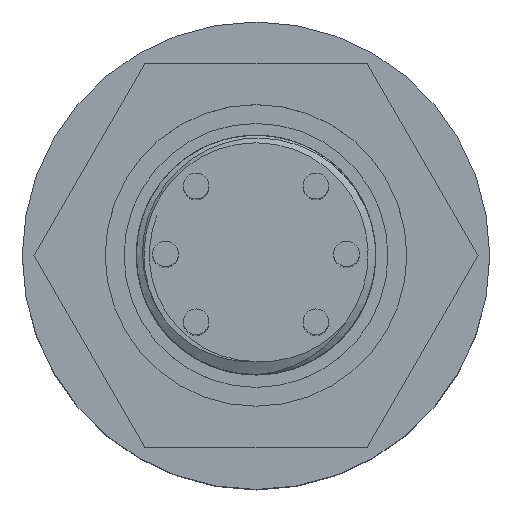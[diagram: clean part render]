
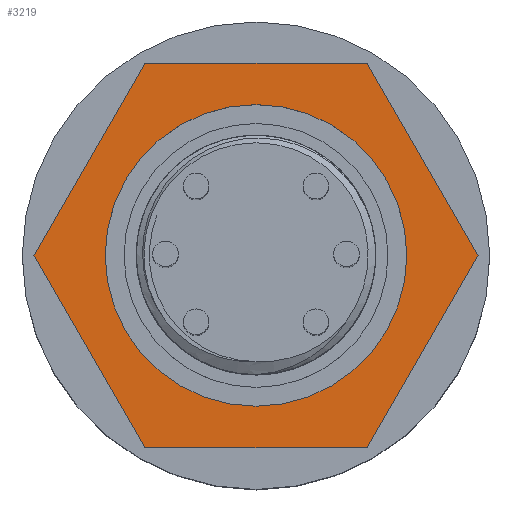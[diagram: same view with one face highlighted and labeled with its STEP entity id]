
A CAD part, top view. The second image highlights one B-rep face of the part: STEP entity #3219.
In plain terms, the highlighted planar face has unit normal (0, 0, 1).
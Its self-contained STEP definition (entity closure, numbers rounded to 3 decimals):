
#73=FACE_BOUND($,#1064,.T.);
#74=FACE_BOUND($,#1065,.T.);
#310=LINE($,#7710,#532);
#311=LINE($,#7712,#533);
#312=LINE($,#7714,#534);
#313=LINE($,#7716,#535);
#314=LINE($,#7718,#536);
#315=LINE($,#7719,#537);
#532=VECTOR($,#3876,14.722);
#533=VECTOR($,#3877,14.722);
#534=VECTOR($,#3878,14.722);
#535=VECTOR($,#3879,14.722);
#536=VECTOR($,#3880,14.722);
#537=VECTOR($,#3881,14.722);
#597=CIRCLE($,#3374,10.);
#690=PLANE($,#3376);
#1064=EDGE_LOOP($,(#2717));
#1065=EDGE_LOOP($,(#2718,#2719,#2720,#2721,#2722,#2723));
#1530=VERTEX_POINT($,#7704);
#1531=VERTEX_POINT($,#7708);
#1532=VERTEX_POINT($,#7709);
#1533=VERTEX_POINT($,#7711);
#1534=VERTEX_POINT($,#7713);
#1535=VERTEX_POINT($,#7715);
#1536=VERTEX_POINT($,#7717);
#1942=EDGE_CURVE($,#1530,#1530,#597,.T.);
#1943=EDGE_CURVE($,#1531,#1532,#310,.T.);
#1944=EDGE_CURVE($,#1533,#1531,#311,.T.);
#1945=EDGE_CURVE($,#1534,#1533,#312,.T.);
#1946=EDGE_CURVE($,#1535,#1534,#313,.T.);
#1947=EDGE_CURVE($,#1536,#1535,#314,.T.);
#1948=EDGE_CURVE($,#1532,#1536,#315,.T.);
#2717=ORIENTED_EDGE($,*,*,#1942,.T.);
#2718=ORIENTED_EDGE($,*,*,#1943,.F.);
#2719=ORIENTED_EDGE($,*,*,#1944,.F.);
#2720=ORIENTED_EDGE($,*,*,#1945,.F.);
#2721=ORIENTED_EDGE($,*,*,#1946,.F.);
#2722=ORIENTED_EDGE($,*,*,#1947,.F.);
#2723=ORIENTED_EDGE($,*,*,#1948,.F.);
#3219=ADVANCED_FACE($,(#73,#74),#690,.T.);
#3374=AXIS2_PLACEMENT_3D($,#7705,#3870,#3871);
#3376=AXIS2_PLACEMENT_3D($,#7707,#3874,#3875);
#3870=DIRECTION('center_axis',(0.,0.,
-1.));
#3871=DIRECTION('ref_axis',(-1.,0.,0.));
#3874=DIRECTION('center_axis',(0.,0.,
1.));
#3875=DIRECTION('ref_axis',(1.,0.,0.));
#3876=DIRECTION($,(1.,0.,0.));
#3877=DIRECTION($,(0.5,0.866,0.));
#3878=DIRECTION($,(-0.5,0.866,0.));
#3879=DIRECTION($,(-1.,0.,0.));
#3880=DIRECTION($,(-0.5,-0.866,0.));
#3881=DIRECTION($,(0.5,-0.866,0.));
#7704=CARTESIAN_POINT('',(10.,0.,31.5));
#7705=CARTESIAN_POINT('Origin',(0.,0.,
31.5));
#7707=CARTESIAN_POINT('Origin',(0.,0.,
31.5));
#7708=CARTESIAN_POINT('',(-7.361,12.75,31.5));
#7709=CARTESIAN_POINT('',(7.361,12.75,31.5));
#7710=CARTESIAN_POINT($,(-7.361,12.75,31.5));
#7711=CARTESIAN_POINT('',(-14.722,0.,31.5));
#7712=CARTESIAN_POINT($,(-14.722,0.,31.5));
#7713=CARTESIAN_POINT('',(-7.361,-12.75,31.5));
#7714=CARTESIAN_POINT($,(-7.361,-12.75,31.5));
#7715=CARTESIAN_POINT('',(7.361,-12.75,31.5));
#7716=CARTESIAN_POINT($,(7.361,-12.75,31.5));
#7717=CARTESIAN_POINT('',(14.722,0.,31.5));
#7718=CARTESIAN_POINT($,(14.722,0.,31.5));
#7719=CARTESIAN_POINT($,(7.361,12.75,31.5));
